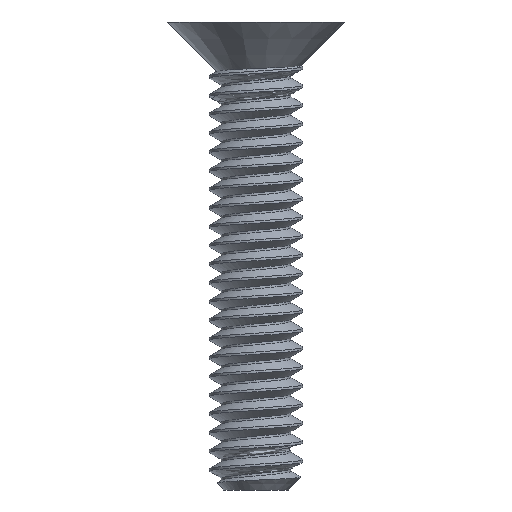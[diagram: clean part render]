
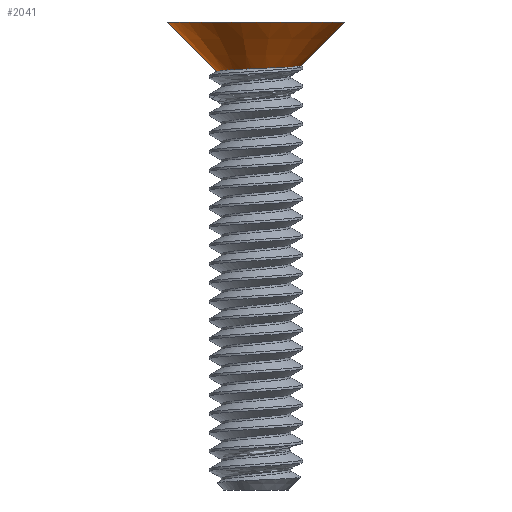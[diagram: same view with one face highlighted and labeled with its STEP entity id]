
A CAD part, left-side view. The second image highlights one B-rep face of the part: STEP entity #2041.
In plain terms, the highlighted conical face has half-angle 45 degrees and reference radius 1 mm.
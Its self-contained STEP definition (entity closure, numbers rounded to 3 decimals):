
#35 = CARTESIAN_POINT ( 'NONE',  ( -0.238, -0.959, 0.259 ) ) ;
#139 = CARTESIAN_POINT ( 'NONE',  ( -0.884, 0.187, 0.196 ) ) ;
#145 = VERTEX_POINT ( 'NONE', #1574 ) ;
#175 = CARTESIAN_POINT ( 'NONE',  ( -0.796, 0.406, 0.186 ) ) ;
#221 = ORIENTED_EDGE ( 'NONE', *, *, #864, .F. ) ;
#418 = CARTESIAN_POINT ( 'NONE',  ( 0., 0.842, 0.142 ) ) ;
#782 = VERTEX_POINT ( 'NONE', #2963 ) ;
#826 = B_SPLINE_CURVE_WITH_KNOTS ( 'NONE', 3,
 ( #418, #4554, #1383, #2543, #3437, #2270, #175, #139, #1855, #1033, #5155, #3047, #1871, #3843, #35, #2691 ),
 .UNSPECIFIED., .F., .F.,
 ( 4, 2, 2, 2, 2, 2, 2, 4 ),
 ( 0.002, 0.002, 0.003, 0.003, 0.003, 0.004, 0.004, 0.005 ),
 .UNSPECIFIED. ) ;
#864 = EDGE_CURVE ( 'NONE', #782, #2932, #1829, .T. ) ;
#985 = EDGE_CURVE ( 'NONE', #3627, #782, #3738, .T. ) ;
#1033 = CARTESIAN_POINT ( 'NONE',  ( -0.905, -0.168, 0.213 ) ) ;
#1223 = VECTOR ( 'NONE', #4227, 1000. ) ;
#1383 = CARTESIAN_POINT ( 'NONE',  ( -0.238, 0.827, 0.152 ) ) ;
#1471 = DIRECTION ( 'NONE',  ( 0., 0., 1. ) ) ;
#1484 = CARTESIAN_POINT ( 'NONE',  ( 0., -1.9, 1.2 ) ) ;
#1513 = ORIENTED_EDGE ( 'NONE', *, *, #985, .F. ) ;
#1574 = CARTESIAN_POINT ( 'NONE',  ( 0., -0.968, 0.268 ) ) ;
#1599 = DIRECTION ( 'NONE',  ( 0., -1., 0. ) ) ;
#1738 = CARTESIAN_POINT ( 'NONE',  ( 0., -1., 0.3 ) ) ;
#1829 = CIRCLE ( 'NONE', #3292, 1.9 ) ;
#1855 = CARTESIAN_POINT ( 'NONE',  ( -0.907, 0.068, 0.202 ) ) ;
#1871 = CARTESIAN_POINT ( 'NONE',  ( -0.72, -0.605, 0.233 ) ) ;
#2041 = ADVANCED_FACE ( 'NONE', ( #4729 ), #4500, .T. ) ;
#2141 = VECTOR ( 'NONE', #2605, 1000. ) ;
#2170 = EDGE_CURVE ( 'NONE', #145, #2932, #3875, .T. ) ;
#2270 = CARTESIAN_POINT ( 'NONE',  ( -0.73, 0.508, 0.181 ) ) ;
#2357 = EDGE_LOOP ( 'NONE', ( #1513, #3565, #4171, #221 ) ) ;
#2450 = AXIS2_PLACEMENT_3D ( 'NONE', #4375, #1471, #4806 ) ;
#2543 = CARTESIAN_POINT ( 'NONE',  ( -0.46, 0.741, 0.164 ) ) ;
#2605 = DIRECTION ( 'NONE',  ( 0., -0.707, 0.707 ) ) ;
#2690 = EDGE_CURVE ( 'NONE', #3627, #145, #826, .T. ) ;
#2691 = CARTESIAN_POINT ( 'NONE',  ( 0., -0.968, 0.268 ) ) ;
#2932 = VERTEX_POINT ( 'NONE', #1484 ) ;
#2963 = CARTESIAN_POINT ( 'NONE',  ( 0., 1.9, 1.2 ) ) ;
#3047 = CARTESIAN_POINT ( 'NONE',  ( -0.788, -0.505, 0.228 ) ) ;
#3292 = AXIS2_PLACEMENT_3D ( 'NONE', #5361, #4057, #1599 ) ;
#3437 = CARTESIAN_POINT ( 'NONE',  ( -0.561, 0.676, 0.17 ) ) ;
#3565 = ORIENTED_EDGE ( 'NONE', *, *, #2690, .T. ) ;
#3627 = VERTEX_POINT ( 'NONE', #4948 ) ;
#3738 = LINE ( 'NONE', #4593, #1223 ) ;
#3843 = CARTESIAN_POINT ( 'NONE',  ( -0.469, -0.858, 0.248 ) ) ;
#3875 = LINE ( 'NONE', #1738, #2141 ) ;
#4057 = DIRECTION ( 'NONE',  ( 0., 0., 1. ) ) ;
#4171 = ORIENTED_EDGE ( 'NONE', *, *, #2170, .T. ) ;
#4227 = DIRECTION ( 'NONE',  ( 0., 0.707, 0.707 ) ) ;
#4375 = CARTESIAN_POINT ( 'NONE',  ( 0., 0., 0.3 ) ) ;
#4500 = CONICAL_SURFACE ( 'NONE', #2450, 1., 0.785 ) ;
#4554 = CARTESIAN_POINT ( 'NONE',  ( -0.118, 0.847, 0.147 ) ) ;
#4593 = CARTESIAN_POINT ( 'NONE',  ( 0., 1., 0.3 ) ) ;
#4729 = FACE_OUTER_BOUND ( 'NONE', #2357, .T. ) ;
#4806 = DIRECTION ( 'NONE',  ( 0., -1., 0. ) ) ;
#4948 = CARTESIAN_POINT ( 'NONE',  ( 0., 0.842, 0.142 ) ) ;
#5155 = CARTESIAN_POINT ( 'NONE',  ( -0.88, -0.287, 0.218 ) ) ;
#5361 = CARTESIAN_POINT ( 'NONE',  ( 0., 0., 1.2 ) ) ;
